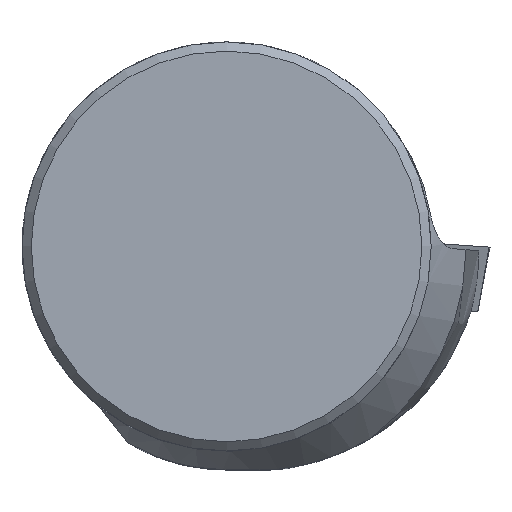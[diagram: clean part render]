
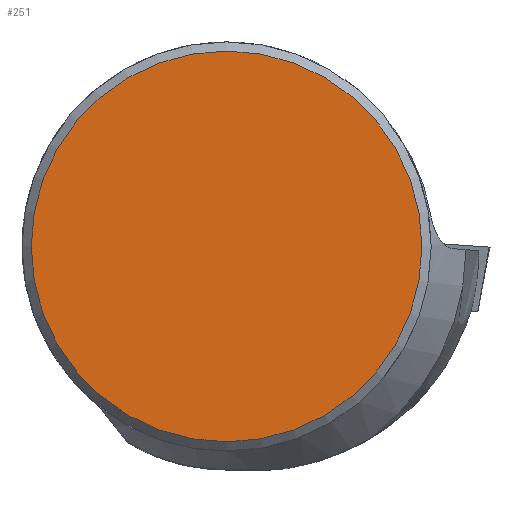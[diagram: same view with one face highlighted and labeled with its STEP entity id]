
A CAD part, top view. The second image highlights one B-rep face of the part: STEP entity #251.
In plain terms, the highlighted planar face has unit normal (0, 0, 1).
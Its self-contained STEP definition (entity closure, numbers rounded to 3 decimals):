
#149=PLANE('',#805);
#251=ADVANCED_FACE('',(#295),#149,.T.);
#295=FACE_OUTER_BOUND('',#324,.T.);
#324=EDGE_LOOP('',(#484));
#357=CIRCLE('',#787,9.549);
#484=ORIENTED_EDGE('',*,*,#637,.F.);
#574=VERTEX_POINT('',#1132);
#637=EDGE_CURVE('',#574,#574,#357,.T.);
#787=AXIS2_PLACEMENT_3D('',#1131,#893,#894);
#805=AXIS2_PLACEMENT_3D('',#1325,#939,#940);
#893=DIRECTION('',(0.,0.,-1.));
#894=DIRECTION('',(1.,0.,0.));
#939=DIRECTION('',(0.,0.,1.));
#940=DIRECTION('',(1.,0.,0.));
#1131=CARTESIAN_POINT('',(0.,0.,0.));
#1132=CARTESIAN_POINT('',(9.549,0.,0.));
#1325=CARTESIAN_POINT('',(0.,0.,0.));
